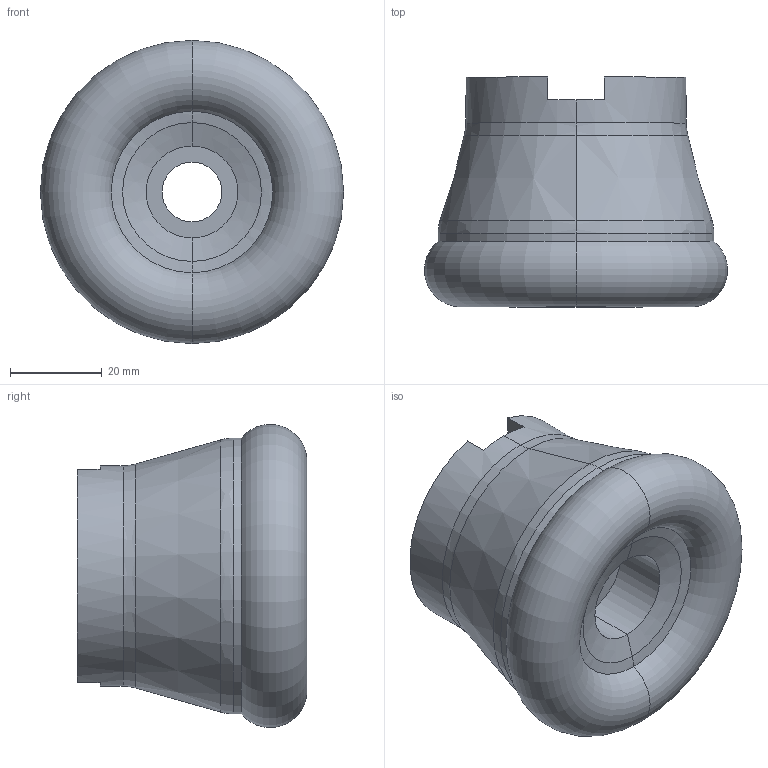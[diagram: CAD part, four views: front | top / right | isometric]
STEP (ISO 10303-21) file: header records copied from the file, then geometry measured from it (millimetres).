
FILE_DESCRIPTION (( 'STEP AP203' ), '1' );
FILE_NAME ('S808-66-50-05-16.STEP', '2019-04-02T13:13:24', ( '' ), ( '' ), 'SwSTEP 2.0', 'SolidWorks 2018', '' );
FILE_SCHEMA (( 'CONFIG_CONTROL_DESIGN' ));
Length unit declared in the file: millimetre
Products named in the file (1): S808-66-50-05-16
Bounding box: 66 x 50 x 66 mm (x, y, z)
Volume: 96152.4 mm3; surface area: 16685.9 mm2
Topology: 1 solids, 1 shells, 33 faces, 74 edges, 44 vertices
Faces by surface type: cylinder 12, plane 9, bspline 6, cone 4, torus 2
Entity records: 1071 total; most frequent: CARTESIAN_POINT 242, DIRECTION 174, ORIENTED_EDGE 148, EDGE_CURVE 74, AXIS2_PLACEMENT_3D 72, VERTEX_POINT 44, CIRCLE 44, EDGE_LOOP 36
